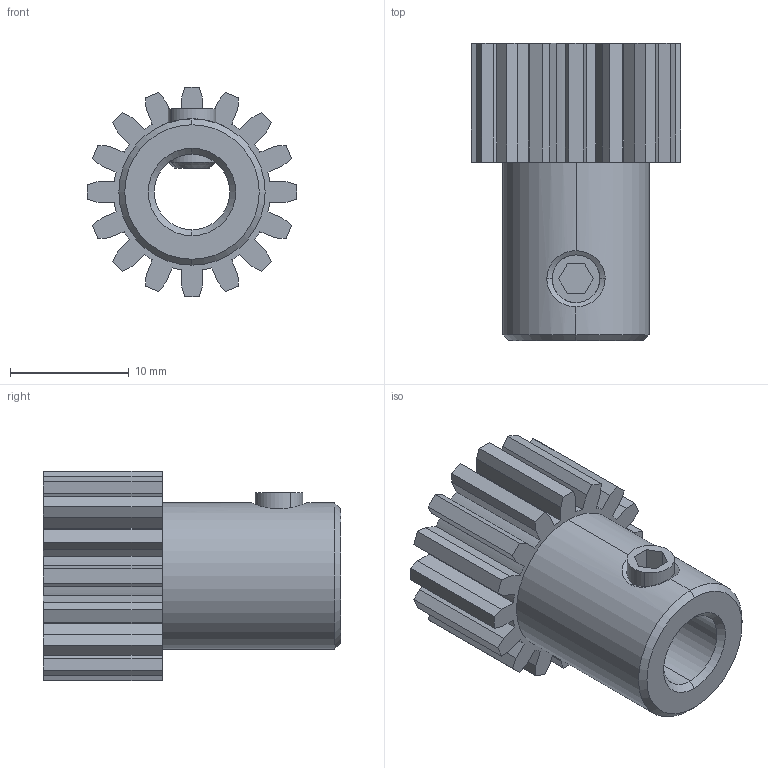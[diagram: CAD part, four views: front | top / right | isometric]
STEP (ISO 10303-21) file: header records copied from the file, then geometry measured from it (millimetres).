
FILE_DESCRIPTION (( 'STEP AP214' ), '1' );
FILE_NAME ('B742 Øåñòåðíÿ ïðÿìîçóáàÿ M1-16-D=6,35 (íåðæ. ñòàëü).STEP', '2025-06-04T07:16:15', ( '' ), ( '' ), 'SwSTEP 2.0', 'SolidWorks 2025', '' );
FILE_SCHEMA (( 'AUTOMOTIVE_DESIGN' ));
Length unit declared in the file: millimetre
Products named in the file (3): Мелкая часть_00; B742 Шестерня прямозубая M1-16-D=6,35 (нерж. сталь)_00; B742 Шестерня прямозубая M1-16-D=6,35 (нерж. сталь)
Assembly tree (2 placements, depth 2):
  B742 Шестерня прямозубая M1-16-D=6,35 (нерж. сталь)
    B742 Шестерня прямозубая M1-16-D=6,35 (нерж. сталь)_00
    Мелкая часть_00
Bounding box: 17.62 x 25 x 17.62 mm (x, y, z)
Volume: 2944.8 mm3; surface area: 2581 mm2
Topology: 2 solids, 2 shells, 124 faces, 353 edges, 233 vertices
Faces by surface type: plane 92, cylinder 24, cone 6, bspline 2
Entity records: 5510 total; most frequent: CARTESIAN_POINT 2170, ORIENTED_EDGE 706, DIRECTION 644, EDGE_CURVE 353, VECTOR 290, LINE 290, VERTEX_POINT 233, AXIS2_PLACEMENT_3D 177
